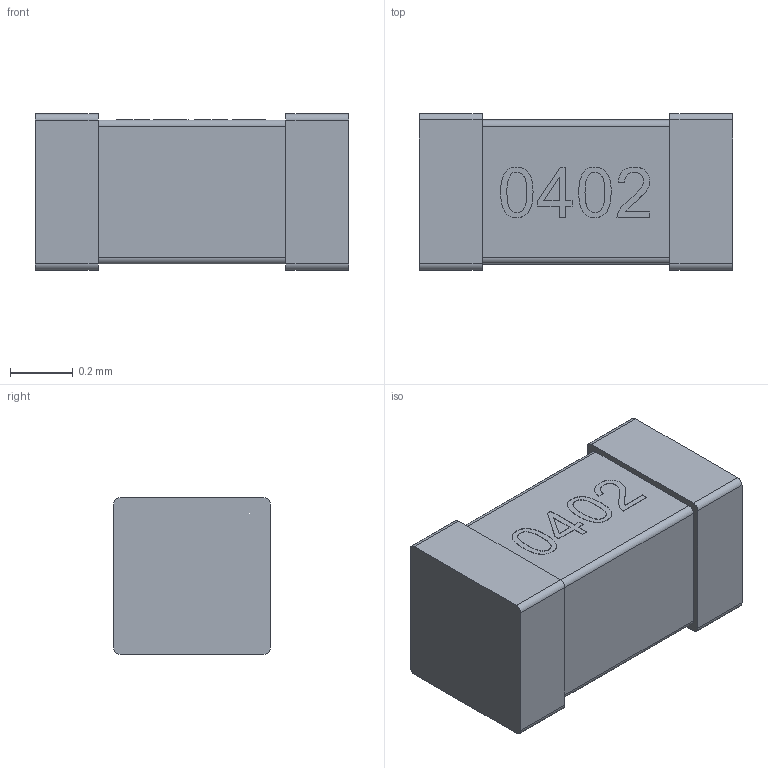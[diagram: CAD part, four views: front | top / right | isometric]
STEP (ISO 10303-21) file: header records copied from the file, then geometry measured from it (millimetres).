
FILE_DESCRIPTION(('FreeCAD Model'),'2;1');
FILE_NAME('0402C1step.step', '2022-09-12T08:21:20',('Author'),(''), 'Open CASCADE STEP processor 7.3','FreeCAD','Unknown');
FILE_SCHEMA(('AUTOMOTIVE_DESIGN { 1 0 10303 214 1 1 1 1 }'));
Length unit declared in the file: millimetre
Products named in the file (2): Extrude; C_0402_1005Metric
Bounding box: 1 x 0.5 x 0.5 mm (x, y, z)
Volume: 0.2 mm3; surface area: 2.5 mm2
Topology: 5 solids, 5 shells, 112 faces, 300 edges, 200 vertices
Faces by surface type: extrusion 58, plane 42, cylinder 12
Entity records: 4378 total; most frequent: CARTESIAN_POINT 961, ORIENTED_EDGE 600, DIRECTION 376, EDGE_CURVE 300, VECTOR 218, VERTEX_POINT 200, B_SPLINE_CURVE_WITH_KNOTS 174, LINE 160
